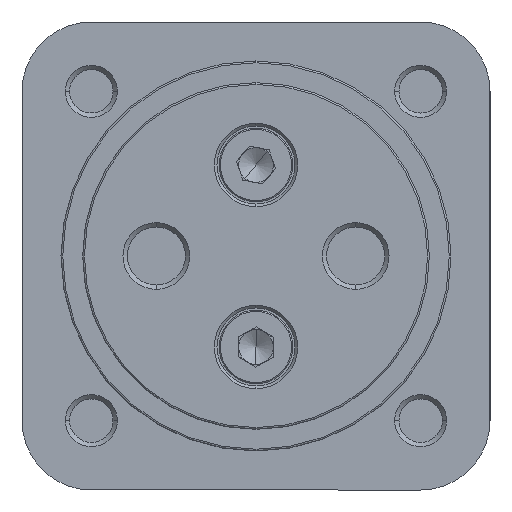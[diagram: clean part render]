
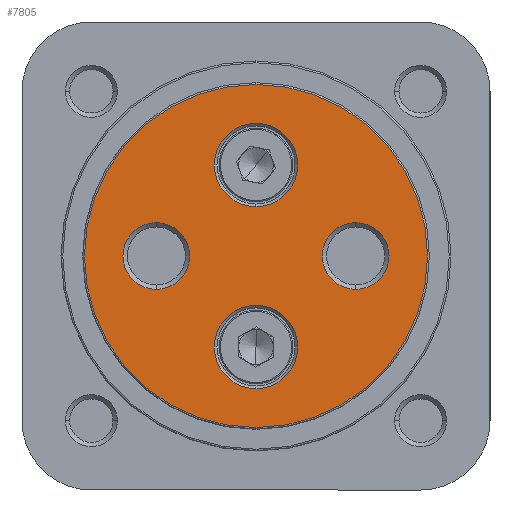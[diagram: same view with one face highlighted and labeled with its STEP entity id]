
A CAD part, left-side view. The second image highlights one B-rep face of the part: STEP entity #7805.
In plain terms, the highlighted planar face has unit normal (-1, 0, 0).
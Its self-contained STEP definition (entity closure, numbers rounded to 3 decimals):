
#726 = EDGE_CURVE ( 'NONE', #3994, #3993, #2016, .T. ) ;
#745 = EDGE_CURVE ( 'NONE', #4005, #4009, #2039, .T. ) ;
#749 = EDGE_CURVE ( 'NONE', #4013, #3977, #2045, .T. ) ;
#777 = EDGE_CURVE ( 'NONE', #4035, #4067, #2087, .T. ) ;
#781 = EDGE_CURVE ( 'NONE', #4026, #4033, #2093, .T. ) ;
#823 = EDGE_CURVE ( 'NONE', #4033, #4026, #6073, .T. ) ;
#829 = EDGE_CURVE ( 'NONE', #4067, #4035, #6079, .T. ) ;
#830 = EDGE_CURVE ( 'NONE', #4009, #4005, #6080, .T. ) ;
#834 = EDGE_CURVE ( 'NONE', #3993, #3994, #6084, .T. ) ;
#835 = EDGE_CURVE ( 'NONE', #3977, #4013, #6085, .T. ) ;
#1195 = ORIENTED_EDGE ( 'NONE', *, *, #834, .T. ) ;
#1196 = ORIENTED_EDGE ( 'NONE', *, *, #726, .T. ) ;
#1197 = ORIENTED_EDGE ( 'NONE', *, *, #749, .T. ) ;
#1198 = ORIENTED_EDGE ( 'NONE', *, *, #835, .T. ) ;
#1199 = ORIENTED_EDGE ( 'NONE', *, *, #745, .T. ) ;
#1200 = ORIENTED_EDGE ( 'NONE', *, *, #830, .T. ) ;
#1201 = ORIENTED_EDGE ( 'NONE', *, *, #781, .T. ) ;
#1202 = ORIENTED_EDGE ( 'NONE', *, *, #823, .T. ) ;
#1203 = ORIENTED_EDGE ( 'NONE', *, *, #777, .T. ) ;
#1204 = ORIENTED_EDGE ( 'NONE', *, *, #829, .T. ) ;
#2016 = CIRCLE ( 'NONE', #3483, 19.8 ) ;
#2039 = CIRCLE ( 'NONE', #3501, 4.8 ) ;
#2045 = CIRCLE ( 'NONE', #3502, 4.8 ) ;
#2087 = CIRCLE ( 'NONE', #3518, 3.85 ) ;
#2093 = CIRCLE ( 'NONE', #3519, 3.85 ) ;
#3483 = AXIS2_PLACEMENT_3D ( 'NONE', #4777, #4783, #4784 ) ;
#3501 = AXIS2_PLACEMENT_3D ( 'NONE', #4839, #4840, #4841 ) ;
#3502 = AXIS2_PLACEMENT_3D ( 'NONE', #4849, #4850, #4851 ) ;
#3518 = AXIS2_PLACEMENT_3D ( 'NONE', #4919, #4920, #4921 ) ;
#3519 = AXIS2_PLACEMENT_3D ( 'NONE', #4929, #4930, #4931 ) ;
#3536 = AXIS2_PLACEMENT_3D ( 'NONE', #5024, #5031, #5032 ) ;
#3542 = AXIS2_PLACEMENT_3D ( 'NONE', #5042, #5049, #5050 ) ;
#3543 = AXIS2_PLACEMENT_3D ( 'NONE', #5045, #5052, #5053 ) ;
#3547 = AXIS2_PLACEMENT_3D ( 'NONE', #5057, #5064, #5065 ) ;
#3548 = AXIS2_PLACEMENT_3D ( 'NONE', #5060, #5067, #5068 ) ;
#3657 = AXIS2_PLACEMENT_3D ( 'NONE', #5658, #5671, #5672 ) ;
#3977 = VERTEX_POINT ( 'NONE', #5306 ) ;
#3993 = VERTEX_POINT ( 'NONE', #5322 ) ;
#3994 = VERTEX_POINT ( 'NONE', #5323 ) ;
#4005 = VERTEX_POINT ( 'NONE', #5334 ) ;
#4009 = VERTEX_POINT ( 'NONE', #5338 ) ;
#4013 = VERTEX_POINT ( 'NONE', #5342 ) ;
#4026 = VERTEX_POINT ( 'NONE', #5355 ) ;
#4033 = VERTEX_POINT ( 'NONE', #5362 ) ;
#4035 = VERTEX_POINT ( 'NONE', #5364 ) ;
#4067 = VERTEX_POINT ( 'NONE', #5403 ) ;
#4314 = EDGE_LOOP ( 'NONE', ( #1199, #1200 ) ) ;
#4448 = EDGE_LOOP ( 'NONE', ( #1203, #1204 ) ) ;
#4464 = EDGE_LOOP ( 'NONE', ( #1197, #1198 ) ) ;
#4465 = EDGE_LOOP ( 'NONE', ( #1201, #1202 ) ) ;
#4467 = EDGE_LOOP ( 'NONE', ( #1195, #1196 ) ) ;
#4777 = CARTESIAN_POINT ( 'NONE',  ( 0., 0., 0. ) ) ;
#4783 = DIRECTION ( 'NONE',  ( -1., 0., 0. ) ) ;
#4784 = DIRECTION ( 'NONE',  ( 0., 0., -1. ) ) ;
#4839 = CARTESIAN_POINT ( 'NONE',  ( 0., 0., 10.5 ) ) ;
#4840 = DIRECTION ( 'NONE',  ( 1., 0., 0. ) ) ;
#4841 = DIRECTION ( 'NONE',  ( 0., 0., -1. ) ) ;
#4849 = CARTESIAN_POINT ( 'NONE',  ( 0., 0., -10.5 ) ) ;
#4850 = DIRECTION ( 'NONE',  ( 1., 0., 0. ) ) ;
#4851 = DIRECTION ( 'NONE',  ( 0., 0., -1. ) ) ;
#4919 = CARTESIAN_POINT ( 'NONE',  ( 0., 11.5, 0. ) ) ;
#4920 = DIRECTION ( 'NONE',  ( 1., 0., 0. ) ) ;
#4921 = DIRECTION ( 'NONE',  ( 0., 0., -1. ) ) ;
#4929 = CARTESIAN_POINT ( 'NONE',  ( 0., -11.5, 0. ) ) ;
#4930 = DIRECTION ( 'NONE',  ( 1., 0., 0. ) ) ;
#4931 = DIRECTION ( 'NONE',  ( 0., 0., -1. ) ) ;
#5024 = CARTESIAN_POINT ( 'NONE',  ( 0., -11.5, 0. ) ) ;
#5031 = DIRECTION ( 'NONE',  ( 1., 0., 0. ) ) ;
#5032 = DIRECTION ( 'NONE',  ( 0., 0., -1. ) ) ;
#5042 = CARTESIAN_POINT ( 'NONE',  ( 0., 11.5, 0. ) ) ;
#5045 = CARTESIAN_POINT ( 'NONE',  ( 0., 0., 10.5 ) ) ;
#5049 = DIRECTION ( 'NONE',  ( 1., 0., 0. ) ) ;
#5050 = DIRECTION ( 'NONE',  ( 0., 0., -1. ) ) ;
#5052 = DIRECTION ( 'NONE',  ( 1., 0., 0. ) ) ;
#5053 = DIRECTION ( 'NONE',  ( 0., 0., -1. ) ) ;
#5057 = CARTESIAN_POINT ( 'NONE',  ( 0., 0., 0. ) ) ;
#5060 = CARTESIAN_POINT ( 'NONE',  ( 0., 0., -10.5 ) ) ;
#5064 = DIRECTION ( 'NONE',  ( -1., 0., 0. ) ) ;
#5065 = DIRECTION ( 'NONE',  ( 0., 0., -1. ) ) ;
#5067 = DIRECTION ( 'NONE',  ( 1., 0., 0. ) ) ;
#5068 = DIRECTION ( 'NONE',  ( 0., 0., -1. ) ) ;
#5306 = CARTESIAN_POINT ( 'NONE',  ( 0., 0., -15.3 ) ) ;
#5322 = CARTESIAN_POINT ( 'NONE',  ( 0., 0., -19.8 ) ) ;
#5323 = CARTESIAN_POINT ( 'NONE',  ( 0., 0., 19.8 ) ) ;
#5334 = CARTESIAN_POINT ( 'NONE',  ( 0., 0., 15.3 ) ) ;
#5338 = CARTESIAN_POINT ( 'NONE',  ( 0., 0., 5.7 ) ) ;
#5342 = CARTESIAN_POINT ( 'NONE',  ( 0., 0., -5.7 ) ) ;
#5355 = CARTESIAN_POINT ( 'NONE',  ( 0., -11.5, 3.85 ) ) ;
#5362 = CARTESIAN_POINT ( 'NONE',  ( 0., -11.5, -3.85 ) ) ;
#5364 = CARTESIAN_POINT ( 'NONE',  ( 0., 11.5, 3.85 ) ) ;
#5403 = CARTESIAN_POINT ( 'NONE',  ( 0., 11.5, -3.85 ) ) ;
#5658 = CARTESIAN_POINT ( 'NONE',  ( 0., 0., 0. ) ) ;
#5668 = PLANE ( 'NONE',  #3657 ) ;
#5671 = DIRECTION ( 'NONE',  ( 1., 0., 0. ) ) ;
#5672 = DIRECTION ( 'NONE',  ( 0., 0., -1. ) ) ;
#6073 = CIRCLE ( 'NONE', #3536, 3.85 ) ;
#6079 = CIRCLE ( 'NONE', #3542, 3.85 ) ;
#6080 = CIRCLE ( 'NONE', #3543, 4.8 ) ;
#6084 = CIRCLE ( 'NONE', #3547, 19.8 ) ;
#6085 = CIRCLE ( 'NONE', #3548, 4.8 ) ;
#6373 = FACE_BOUND ( 'NONE', #4448, .T. ) ;
#6377 = FACE_OUTER_BOUND ( 'NONE', #4467, .T. ) ;
#6383 = FACE_BOUND ( 'NONE', #4464, .T. ) ;
#6385 = FACE_BOUND ( 'NONE', #4314, .T. ) ;
#6387 = FACE_BOUND ( 'NONE', #4465, .T. ) ;
#7805 = ADVANCED_FACE ( 'NONE', ( #6377, #6383, #6385, #6387, #6373 ), #5668, .F. ) ;
